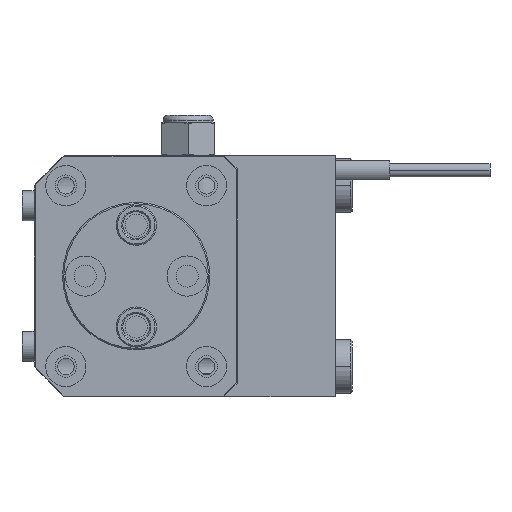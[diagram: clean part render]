
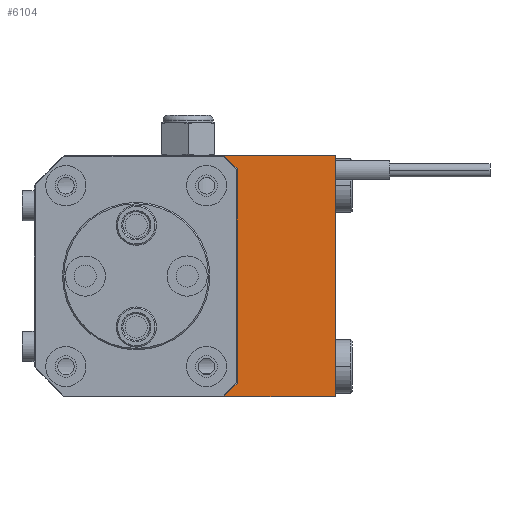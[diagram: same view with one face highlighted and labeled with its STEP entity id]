
A CAD part, left-side view. The second image highlights one B-rep face of the part: STEP entity #6104.
In plain terms, the highlighted planar face has unit normal (-1, 0, 0).
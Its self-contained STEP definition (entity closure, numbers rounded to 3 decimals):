
#382 = LINE ( 'NONE', #24938, #10319 ) ;
#540 = VECTOR ( 'NONE', #3470, 1000. ) ;
#2847 = EDGE_CURVE ( 'NONE', #7901, #26842, #26779, .T. ) ;
#2963 = ORIENTED_EDGE ( 'NONE', *, *, #24593, .T. ) ;
#3470 = DIRECTION ( 'NONE',  ( 0., 0.707, -0.707 ) ) ;
#3655 = PLANE ( 'NONE',  #21667 ) ;
#4269 = ORIENTED_EDGE ( 'NONE', *, *, #19455, .T. ) ;
#4408 = DIRECTION ( 'NONE',  ( 1., 0., 0. ) ) ;
#5465 = VECTOR ( 'NONE', #19221, 1000. ) ;
#6104 = ADVANCED_FACE ( 'NONE', ( #17399 ), #3655, .F. ) ;
#7409 = CARTESIAN_POINT ( 'NONE',  ( -26., 14.7, 18. ) ) ;
#7901 = VERTEX_POINT ( 'NONE', #26025 ) ;
#8659 = DIRECTION ( 'NONE',  ( 0., -1., 0. ) ) ;
#10319 = VECTOR ( 'NONE', #13169, 1000. ) ;
#10804 = CARTESIAN_POINT ( 'NONE',  ( -26., 14.7, 16. ) ) ;
#12825 = DIRECTION ( 'NONE',  ( 0., 0., -1. ) ) ;
#12898 = CARTESIAN_POINT ( 'NONE',  ( -26., 0., -18. ) ) ;
#12972 = CARTESIAN_POINT ( 'NONE',  ( -26., 0., 18. ) ) ;
#13169 = DIRECTION ( 'NONE',  ( 0., 0., 1. ) ) ;
#14113 = ORIENTED_EDGE ( 'NONE', *, *, #34809, .F. ) ;
#14502 = CARTESIAN_POINT ( 'NONE',  ( -26., 14.7, 18. ) ) ;
#15458 = CARTESIAN_POINT ( 'NONE',  ( -26., 14.7, 18. ) ) ;
#15718 = DIRECTION ( 'NONE',  ( 0., 0., 1. ) ) ;
#17157 = CARTESIAN_POINT ( 'NONE',  ( -26., 14.7, -18. ) ) ;
#17399 = FACE_OUTER_BOUND ( 'NONE', #33057, .T. ) ;
#17530 = LINE ( 'NONE', #14502, #32134 ) ;
#18104 = ORIENTED_EDGE ( 'NONE', *, *, #19145, .T. ) ;
#19145 = EDGE_CURVE ( 'NONE', #36150, #26842, #25440, .T. ) ;
#19221 = DIRECTION ( 'NONE',  ( 0., -0.707, -0.707 ) ) ;
#19329 = VERTEX_POINT ( 'NONE', #25352 ) ;
#19455 = EDGE_CURVE ( 'NONE', #19329, #22551, #27189, .T. ) ;
#20856 = CARTESIAN_POINT ( 'NONE',  ( -26., -2.3, 1. ) ) ;
#21667 = AXIS2_PLACEMENT_3D ( 'NONE', #7409, #4408, #12825 ) ;
#22551 = VERTEX_POINT ( 'NONE', #12898 ) ;
#24206 = LINE ( 'NONE', #20856, #540 ) ;
#24593 = EDGE_CURVE ( 'NONE', #22551, #34466, #382, .T. ) ;
#24938 = CARTESIAN_POINT ( 'NONE',  ( -26., 0., 18. ) ) ;
#25352 = CARTESIAN_POINT ( 'NONE',  ( -26., 16.7, -18. ) ) ;
#25410 = VECTOR ( 'NONE', #8659, 1000. ) ;
#25440 = LINE ( 'NONE', #36804, #5465 ) ;
#26025 = CARTESIAN_POINT ( 'NONE',  ( -26., 14.7, -16. ) ) ;
#26779 = LINE ( 'NONE', #15458, #33599 ) ;
#26842 = VERTEX_POINT ( 'NONE', #10804 ) ;
#27189 = LINE ( 'NONE', #17157, #25410 ) ;
#28883 = CARTESIAN_POINT ( 'NONE',  ( -26., 16.7, 18. ) ) ;
#31974 = DIRECTION ( 'NONE',  ( 0., -1., 0. ) ) ;
#32134 = VECTOR ( 'NONE', #31974, 1000. ) ;
#33057 = EDGE_LOOP ( 'NONE', ( #2963, #14113, #18104, #33366, #36792, #4269 ) ) ;
#33366 = ORIENTED_EDGE ( 'NONE', *, *, #2847, .F. ) ;
#33599 = VECTOR ( 'NONE', #15718, 1000. ) ;
#34466 = VERTEX_POINT ( 'NONE', #12972 ) ;
#34809 = EDGE_CURVE ( 'NONE', #36150, #34466, #17530, .T. ) ;
#35109 = EDGE_CURVE ( 'NONE', #7901, #19329, #24206, .T. ) ;
#36150 = VERTEX_POINT ( 'NONE', #28883 ) ;
#36792 = ORIENTED_EDGE ( 'NONE', *, *, #35109, .T. ) ;
#36804 = CARTESIAN_POINT ( 'NONE',  ( -26., 15.7, 17. ) ) ;
